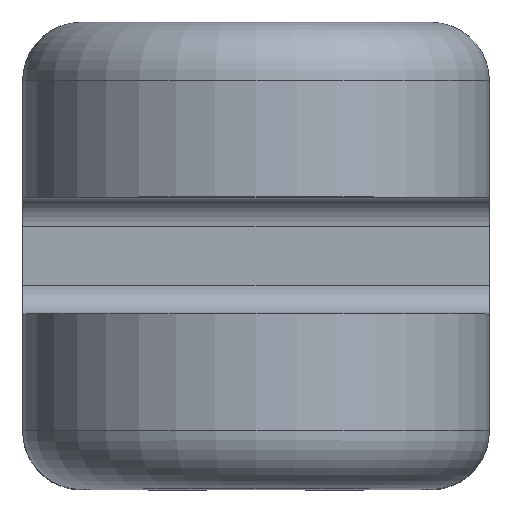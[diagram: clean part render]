
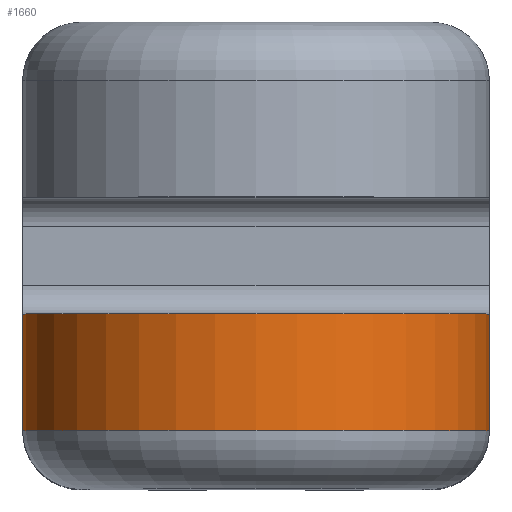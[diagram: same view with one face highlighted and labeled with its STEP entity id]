
A CAD part, top view. The second image highlights one B-rep face of the part: STEP entity #1660.
In plain terms, the highlighted cylindrical face has radius 4 mm (diameter 8 mm), a partial arc.
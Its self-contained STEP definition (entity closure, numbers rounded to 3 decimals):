
#476=CARTESIAN_POINT('',(0.,-3.,-4.));
#477=DIRECTION('',(0.,1.,0.));
#478=DIRECTION('',(-1.,0.,0.));
#479=AXIS2_PLACEMENT_3D('',#476,#477,#478);
#484=CARTESIAN_POINT('',(0.,-1.,-4.));
#485=DIRECTION('',(0.,1.,0.));
#486=DIRECTION('',(-1.,0.,0.));
#487=AXIS2_PLACEMENT_3D('',#484,#485,#486);
#622=DIRECTION('',(0.,1.,0.));
#623=VECTOR('',#622,2.);
#624=CARTESIAN_POINT('',(4.,-3.,-4.));
#625=LINE('',#624,#623);
#696=DIRECTION('',(0.,1.,0.));
#697=VECTOR('',#696,2.);
#698=CARTESIAN_POINT('',(-4.,-3.,-4.));
#699=LINE('',#698,#697);
#1068=CARTESIAN_POINT('',(-4.,-1.,-4.));
#1069=CARTESIAN_POINT('',(4.,-1.,-4.));
#1070=VERTEX_POINT('',#1068);
#1071=VERTEX_POINT('',#1069);
#1136=CARTESIAN_POINT('',(-4.,-3.,-4.));
#1137=CARTESIAN_POINT('',(4.,-3.,-4.));
#1138=VERTEX_POINT('',#1136);
#1139=VERTEX_POINT('',#1137);
#1646=CARTESIAN_POINT('',(0.,-4.022,-4.));
#1647=DIRECTION('',(0.,1.,0.));
#1648=DIRECTION('',(1.,0.,0.));
#1649=AXIS2_PLACEMENT_3D('',#1646,#1647,#1648);
#1650=CYLINDRICAL_SURFACE('',#1649,4.);
#1651=ORIENTED_EDGE('',*,*,#1621,.F.);
#1653=ORIENTED_EDGE('',*,*,#1652,.T.);
#1655=ORIENTED_EDGE('',*,*,#1654,.T.);
#1657=ORIENTED_EDGE('',*,*,#1656,.F.);
#1658=EDGE_LOOP('',(#1651,#1653,#1655,#1657));
#1659=FACE_OUTER_BOUND('',#1658,.F.);
#1660=ADVANCED_FACE('',(#1659),#1650,.T.);
#480=CIRCLE('',#479,4.);
#488=CIRCLE('',#487,4.);
#1621=EDGE_CURVE('',#1138,#1139,#480,.T.);
#1652=EDGE_CURVE('',#1138,#1070,#699,.T.);
#1654=EDGE_CURVE('',#1070,#1071,#488,.T.);
#1656=EDGE_CURVE('',#1139,#1071,#625,.T.);
